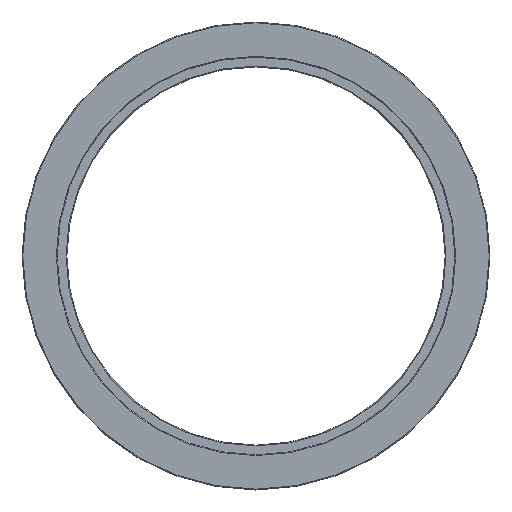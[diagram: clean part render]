
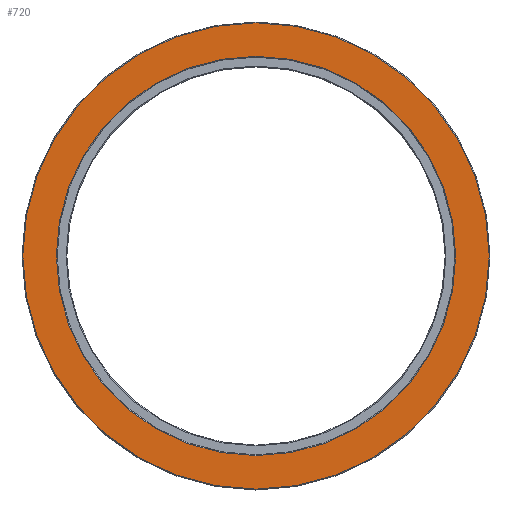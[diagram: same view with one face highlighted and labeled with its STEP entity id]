
A CAD part, top view. The second image highlights one B-rep face of the part: STEP entity #720.
In plain terms, the highlighted planar face has unit normal (0, 0, 1).
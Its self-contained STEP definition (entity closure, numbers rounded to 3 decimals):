
#10 = PLANE ( 'NONE',  #4354 ) ;
#292 = VERTEX_POINT ( 'NONE', #4079 ) ;
#336 = VERTEX_POINT ( 'NONE', #3769 ) ;
#382 = ORIENTED_EDGE ( 'NONE', *, *, #4113, .T. ) ;
#465 = CARTESIAN_POINT ( 'NONE',  ( -299., 0., 32.5 ) ) ;
#617 = DIRECTION ( 'NONE',  ( -1., 0., 0. ) ) ;
#629 = AXIS2_PLACEMENT_3D ( 'NONE', #1356, #3904, #617 ) ;
#693 = CARTESIAN_POINT ( 'NONE',  ( 0., 0., 32.5 ) ) ;
#720 = ADVANCED_FACE ( 'NONE', ( #1424, #1707 ), #10, .F. ) ;
#803 = DIRECTION ( 'NONE',  ( 0., 0., 1. ) ) ;
#1356 = CARTESIAN_POINT ( 'NONE',  ( 0., 0., 32.5 ) ) ;
#1424 = FACE_BOUND ( 'NONE', #3223, .T. ) ;
#1479 = ORIENTED_EDGE ( 'NONE', *, *, #2721, .T. ) ;
#1499 = CIRCLE ( 'NONE', #4056, 299. ) ;
#1628 = ORIENTED_EDGE ( 'NONE', *, *, #3245, .T. ) ;
#1707 = FACE_OUTER_BOUND ( 'NONE', #1799, .T. ) ;
#1784 = DIRECTION ( 'NONE',  ( 0., 0., 1. ) ) ;
#1799 = EDGE_LOOP ( 'NONE', ( #1628, #382 ) ) ;
#1860 = CARTESIAN_POINT ( 'NONE',  ( -255., 0., 32.5 ) ) ;
#2069 = CIRCLE ( 'NONE', #629, 256. ) ;
#2494 = CARTESIAN_POINT ( 'NONE',  ( 0., 0., 32.5 ) ) ;
#2518 = DIRECTION ( 'NONE',  ( -1., 0., 0. ) ) ;
#2564 = DIRECTION ( 'NONE',  ( 0., 0., -1. ) ) ;
#2721 = EDGE_CURVE ( 'NONE', #4389, #292, #3150, .T. ) ;
#2743 = AXIS2_PLACEMENT_3D ( 'NONE', #3133, #3526, #4242 ) ;
#2911 = DIRECTION ( 'NONE',  ( -1., 0., 0. ) ) ;
#2955 = CARTESIAN_POINT ( 'NONE',  ( -256., 0., 32.5 ) ) ;
#3097 = EDGE_CURVE ( 'NONE', #292, #4389, #2069, .T. ) ;
#3117 = ORIENTED_EDGE ( 'NONE', *, *, #3097, .T. ) ;
#3133 = CARTESIAN_POINT ( 'NONE',  ( 0., 0., 32.5 ) ) ;
#3150 = CIRCLE ( 'NONE', #2743, 256. ) ;
#3223 = EDGE_LOOP ( 'NONE', ( #3117, #1479 ) ) ;
#3245 = EDGE_CURVE ( 'NONE', #4519, #336, #1499, .T. ) ;
#3248 = DIRECTION ( 'NONE',  ( -1., 0., 0. ) ) ;
#3389 = CIRCLE ( 'NONE', #4465, 299. ) ;
#3526 = DIRECTION ( 'NONE',  ( 0., 0., -1. ) ) ;
#3769 = CARTESIAN_POINT ( 'NONE',  ( 299., 0., 32.5 ) ) ;
#3904 = DIRECTION ( 'NONE',  ( 0., 0., -1. ) ) ;
#4056 = AXIS2_PLACEMENT_3D ( 'NONE', #693, #803, #3248 ) ;
#4079 = CARTESIAN_POINT ( 'NONE',  ( 256., 0., 32.5 ) ) ;
#4113 = EDGE_CURVE ( 'NONE', #336, #4519, #3389, .T. ) ;
#4242 = DIRECTION ( 'NONE',  ( -1., 0., 0. ) ) ;
#4354 = AXIS2_PLACEMENT_3D ( 'NONE', #1860, #2564, #2911 ) ;
#4389 = VERTEX_POINT ( 'NONE', #2955 ) ;
#4465 = AXIS2_PLACEMENT_3D ( 'NONE', #2494, #1784, #2518 ) ;
#4519 = VERTEX_POINT ( 'NONE', #465 ) ;
